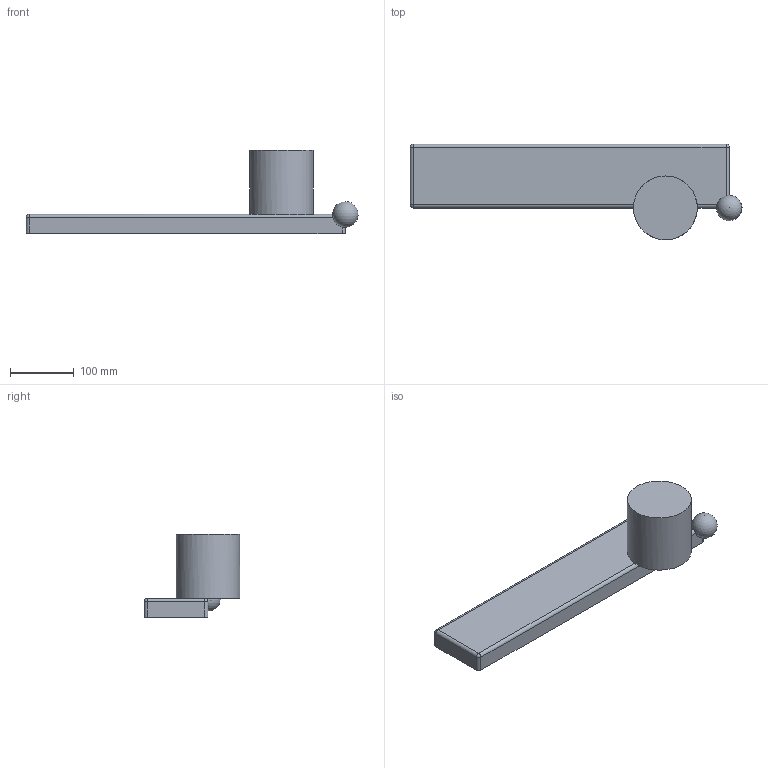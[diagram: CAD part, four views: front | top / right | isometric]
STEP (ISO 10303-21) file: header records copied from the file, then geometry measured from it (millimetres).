
FILE_DESCRIPTION(('Open CASCADE Model'),'2;1');
FILE_NAME('Open CASCADE Shape Model','2024-10-03T08:33:21',('Author'),( 'Open CASCADE'),'Open CASCADE STEP processor 7.7','Open CASCADE 7.7' ,'Unknown');
FILE_SCHEMA(('AUTOMOTIVE_DESIGN { 1 0 10303 214 1 1 1 1 }'));
Length unit declared in the file: millimetre
Products named in the file (1): Open CASCADE STEP translator 7.7 1
Bounding box: 519.95 x 150 x 130 mm (x, y, z)
Volume: 2308020.8 mm3; surface area: 177004.5 mm2
Topology: 1 solids, 1 shells, 21 faces, 52 edges, 29 vertices
Faces by surface type: cylinder 9, plane 8, sphere 4
Full cylindrical faces by diameter (mm): 100 x1
Entity records: 1487 total; most frequent: CARTESIAN_POINT 539, DIRECTION 179, ORIENTED_EDGE 92, PCURVE 92, DEFINITIONAL_REPRESENTATION 92, LINE 86, VECTOR 86, EDGE_CURVE 46
